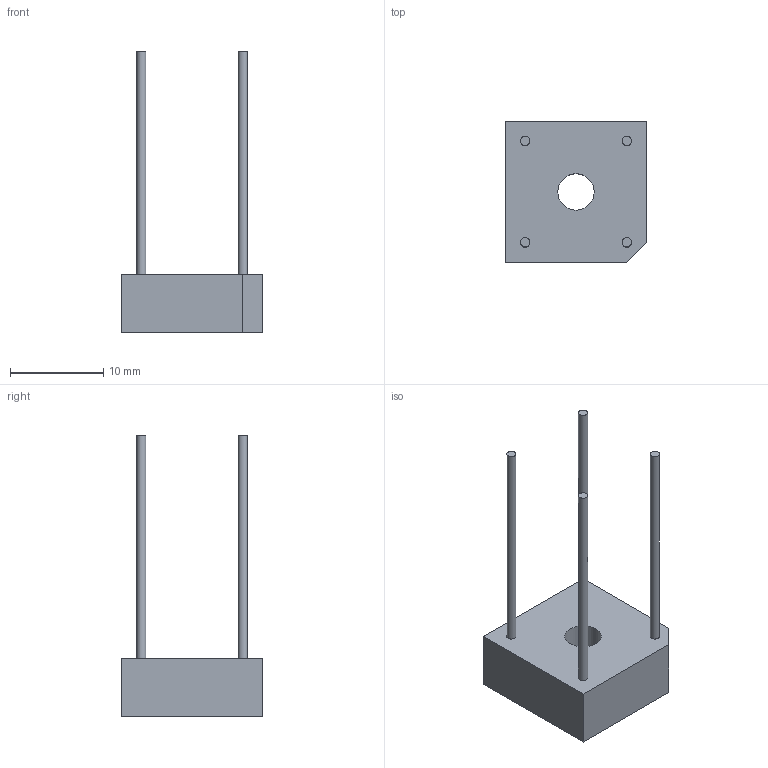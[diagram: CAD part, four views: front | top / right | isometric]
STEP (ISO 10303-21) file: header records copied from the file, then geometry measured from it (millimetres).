
FILE_DESCRIPTION(/* description */ (''),/* implementation_level */ '2;1');
FILE_NAME(/* name */ 'P17-KBPC6_farbig.stp',/* time_stamp */ '2021-09-22T10:20:07+02:00',/* author */ (''),/* organization */ (''),/* preprocessor_version */ 'ST-DEVELOPER v14',/* originating_system */ 'SIEMENS PLM Software NX 8.0',/* authorisation */ '');
FILE_SCHEMA (('AUTOMOTIVE_DESIGN { 1 0 10303 214 3 1 1 1 }'));
Length unit declared in the file: millimetre
Products named in the file (1): 017003-06271-body
Bounding box: 15.2 x 15.2 x 30.3 mm (x, y, z)
Volume: 1441.1 mm3; surface area: 1193.7 mm2
Topology: 5 solids, 5 shells, 20 faces, 30 edges, 20 vertices
Faces by surface type: plane 15, cylinder 5
Full cylindrical faces by diameter (mm): 1 x4, 3.9 x1
Entity records: 468 total; most frequent: DIRECTION 77, CARTESIAN_POINT 66, ORIENTED_EDGE 50, AXIS2_PLACEMENT_3D 31, EDGE_LOOP 27, EDGE_CURVE 25, ADVANCED_FACE 20, VERTEX_POINT 20
